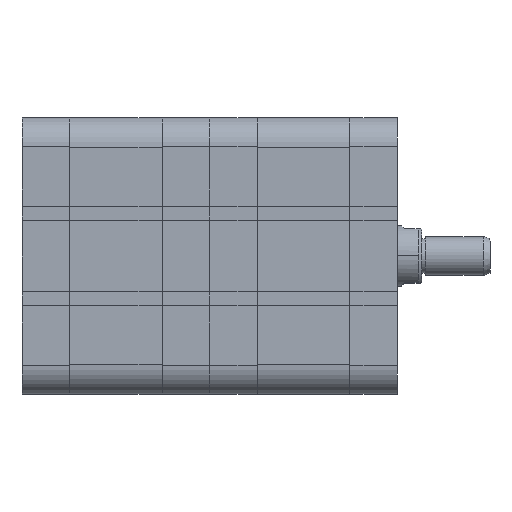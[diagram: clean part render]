
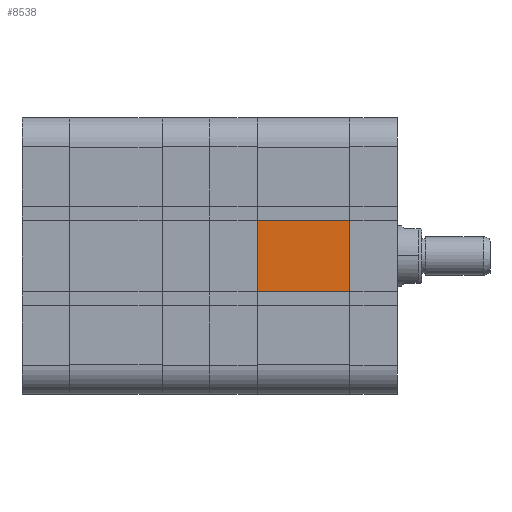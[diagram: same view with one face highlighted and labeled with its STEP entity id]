
A CAD part, front view. The second image highlights one B-rep face of the part: STEP entity #8538.
In plain terms, the highlighted planar face has unit normal (0, -1, 0).
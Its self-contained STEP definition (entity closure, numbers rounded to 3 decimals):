
#399 = LINE ( 'NONE', #22798, #17066 ) ;
#780 = DIRECTION ( 'NONE',  ( 0., 0., -1. ) ) ;
#1507 = VERTEX_POINT ( 'NONE', #21609 ) ;
#1864 = VECTOR ( 'NONE', #780, 1000. ) ;
#2697 = CARTESIAN_POINT ( 'NONE',  ( 38., -56.75, -56.75 ) ) ;
#3268 = CARTESIAN_POINT ( 'NONE',  ( 0., -56.75, 14.7 ) ) ;
#3830 = VERTEX_POINT ( 'NONE', #4786 ) ;
#4372 = FACE_OUTER_BOUND ( 'NONE', #31836, .T. ) ;
#4432 = VECTOR ( 'NONE', #34084, 1000. ) ;
#4786 = CARTESIAN_POINT ( 'NONE',  ( 38., -56.75, 14.7 ) ) ;
#5261 = EDGE_CURVE ( 'NONE', #3830, #14973, #399, .T. ) ;
#8532 = CARTESIAN_POINT ( 'NONE',  ( 38., -56.75, -56.75 ) ) ;
#8538 = ADVANCED_FACE ( 'NONE', ( #4372 ), #26038, .F. ) ;
#9037 = DIRECTION ( 'NONE',  ( -1., 0., 0. ) ) ;
#10248 = LINE ( 'NONE', #20798, #4432 ) ;
#11513 = EDGE_CURVE ( 'NONE', #14973, #1507, #33893, .T. ) ;
#14230 = DIRECTION ( 'NONE',  ( 0., 0., -1. ) ) ;
#14529 = ORIENTED_EDGE ( 'NONE', *, *, #5261, .T. ) ;
#14896 = CARTESIAN_POINT ( 'NONE',  ( 38., -56.75, -14.7 ) ) ;
#14973 = VERTEX_POINT ( 'NONE', #3268 ) ;
#17066 = VECTOR ( 'NONE', #9037, 1000. ) ;
#18398 = ORIENTED_EDGE ( 'NONE', *, *, #28698, .F. ) ;
#20286 = CARTESIAN_POINT ( 'NONE',  ( 0., -56.75, -56.75 ) ) ;
#20680 = DIRECTION ( 'NONE',  ( 0., 1., 0. ) ) ;
#20798 = CARTESIAN_POINT ( 'NONE',  ( 38.001, -56.75, -14.7 ) ) ;
#21609 = CARTESIAN_POINT ( 'NONE',  ( 0., -56.75, -14.7 ) ) ;
#22125 = LINE ( 'NONE', #8532, #1864 ) ;
#22630 = EDGE_CURVE ( 'NONE', #3830, #24709, #22125, .T. ) ;
#22798 = CARTESIAN_POINT ( 'NONE',  ( 38.001, -56.75, 14.7 ) ) ;
#24709 = VERTEX_POINT ( 'NONE', #14896 ) ;
#26038 = PLANE ( 'NONE',  #27082 ) ;
#27082 = AXIS2_PLACEMENT_3D ( 'NONE', #2697, #20680, #35322 ) ;
#28698 = EDGE_CURVE ( 'NONE', #24709, #1507, #10248, .T. ) ;
#31468 = ORIENTED_EDGE ( 'NONE', *, *, #11513, .T. ) ;
#31836 = EDGE_LOOP ( 'NONE', ( #14529, #31468, #18398, #32569 ) ) ;
#32254 = VECTOR ( 'NONE', #14230, 1000. ) ;
#32569 = ORIENTED_EDGE ( 'NONE', *, *, #22630, .F. ) ;
#33893 = LINE ( 'NONE', #20286, #32254 ) ;
#34084 = DIRECTION ( 'NONE',  ( -1., 0., 0. ) ) ;
#35322 = DIRECTION ( 'NONE',  ( 0., 0., 1. ) ) ;
